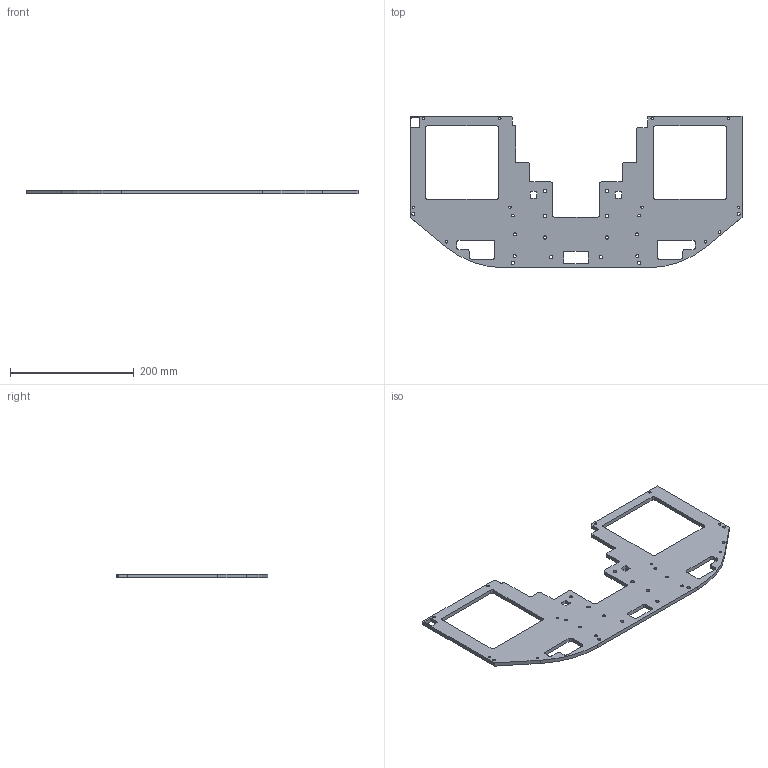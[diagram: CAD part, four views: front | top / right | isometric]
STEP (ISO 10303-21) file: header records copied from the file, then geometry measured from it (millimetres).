
FILE_DESCRIPTION(/* description */ (''),/* implementation_level */ '2;1');
FILE_NAME(/* name */ 'ACRL_OH1A1-12_MOD_A.step',/* time_stamp */ '2024-09-17T00:25:10+02:00',/* author */ (''),/* organization */ (''),/* preprocessor_version */ 'ST-DEVELOPER v20',/* originating_system */ 'Autodesk Translation Framework v13.14.0.145',/* authorisation */ '');
FILE_SCHEMA (('AUTOMOTIVE_DESIGN { 1 0 10303 214 3 1 1 }'));
Length unit declared in the file: millimetre
Products named in the file (1): Face Plate
Bounding box: 535.94 x 245.19 x 6.35 mm (x, y, z)
Volume: 416968 mm3; surface area: 155158.5 mm2
Topology: 1 solids, 1 shells, 157 faces, 450 edges, 299 vertices
Faces by surface type: cylinder 83, plane 64, cone 10
Full cylindrical faces by diameter (mm): 3.8 x8, 4.305 x5, 4.915 x6, 5.055 x2, 5.5 x8
Entity records: 5373 total; most frequent: DIRECTION 943, CARTESIAN_POINT 904, ORIENTED_EDGE 894, EDGE_CURVE 447, AXIS2_PLACEMENT_3D 338, VERTEX_POINT 299, LINE 267, VECTOR 267
